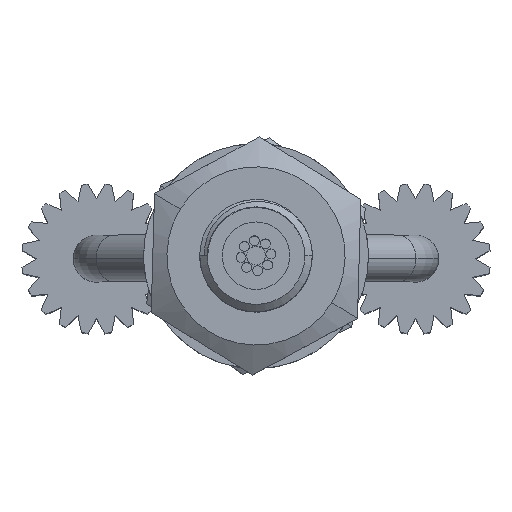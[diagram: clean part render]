
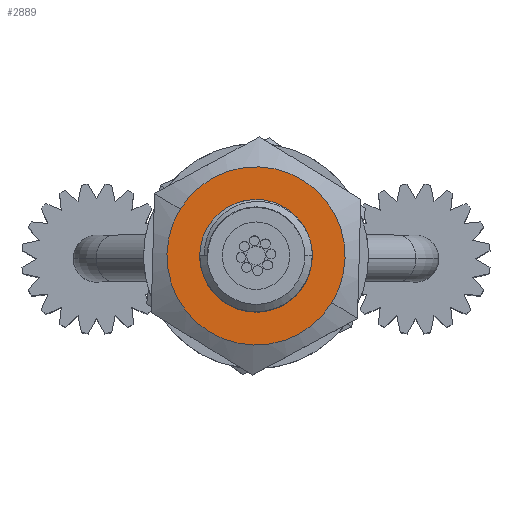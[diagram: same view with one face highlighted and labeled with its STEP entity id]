
A CAD part, top view. The second image highlights one B-rep face of the part: STEP entity #2889.
In plain terms, the highlighted planar face has unit normal (0, 0, 1).
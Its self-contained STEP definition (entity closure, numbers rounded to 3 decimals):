
#292 = EDGE_LOOP ( 'NONE', ( #8213, #2033 ) ) ;
#468 = EDGE_CURVE ( 'NONE', #5862, #9435, #5085, .T. ) ;
#1067 = AXIS2_PLACEMENT_3D ( 'NONE', #8548, #12030, #10841 ) ;
#1073 = DIRECTION ( 'NONE',  ( -1., 0., 0. ) ) ;
#1737 = EDGE_CURVE ( 'NONE', #9435, #5862, #6126, .T. ) ;
#2033 = ORIENTED_EDGE ( 'NONE', *, *, #8197, .T. ) ;
#2195 = FACE_OUTER_BOUND ( 'NONE', #4990, .T. ) ;
#2889 = ADVANCED_FACE ( 'NONE', ( #12101, #2195 ), #9090, .F. ) ;
#3419 = AXIS2_PLACEMENT_3D ( 'NONE', #5953, #5117, #11589 ) ;
#4343 = DIRECTION ( 'NONE',  ( 0., 0., -1. ) ) ;
#4880 = CIRCLE ( 'NONE', #9330, 1.41 ) ;
#4990 = EDGE_LOOP ( 'NONE', ( #13263, #8591 ) ) ;
#5085 = CIRCLE ( 'NONE', #3419, 2.375 ) ;
#5117 = DIRECTION ( 'NONE',  ( 0., 0., -1. ) ) ;
#5351 = CARTESIAN_POINT ( 'NONE',  ( 0., 0., 0. ) ) ;
#5466 = CARTESIAN_POINT ( 'NONE',  ( 1.41, 0., 0. ) ) ;
#5862 = VERTEX_POINT ( 'NONE', #6814 ) ;
#5953 = CARTESIAN_POINT ( 'NONE',  ( 0., 0., 0. ) ) ;
#6126 = CIRCLE ( 'NONE', #10486, 2.375 ) ;
#6814 = CARTESIAN_POINT ( 'NONE',  ( 2.375, 0., 0. ) ) ;
#7503 = CARTESIAN_POINT ( 'NONE',  ( 0., 0., 0. ) ) ;
#7549 = CIRCLE ( 'NONE', #1067, 1.41 ) ;
#7943 = CARTESIAN_POINT ( 'NONE',  ( -1.588, -2.75, 0. ) ) ;
#8197 = EDGE_CURVE ( 'NONE', #14141, #12524, #7549, .T. ) ;
#8213 = ORIENTED_EDGE ( 'NONE', *, *, #11342, .T. ) ;
#8221 = AXIS2_PLACEMENT_3D ( 'NONE', #7943, #13283, #11295 ) ;
#8332 = CARTESIAN_POINT ( 'NONE',  ( -2.375, 0., 0. ) ) ;
#8548 = CARTESIAN_POINT ( 'NONE',  ( 0., 0., 0. ) ) ;
#8591 = ORIENTED_EDGE ( 'NONE', *, *, #468, .F. ) ;
#9090 = PLANE ( 'NONE',  #8221 ) ;
#9330 = AXIS2_PLACEMENT_3D ( 'NONE', #7503, #11934, #1073 ) ;
#9435 = VERTEX_POINT ( 'NONE', #8332 ) ;
#10486 = AXIS2_PLACEMENT_3D ( 'NONE', #5351, #4343, #12961 ) ;
#10841 = DIRECTION ( 'NONE',  ( -1., 0., 0. ) ) ;
#10966 = CARTESIAN_POINT ( 'NONE',  ( -1.41, 0., 0. ) ) ;
#11295 = DIRECTION ( 'NONE',  ( -1., 0., 0. ) ) ;
#11342 = EDGE_CURVE ( 'NONE', #12524, #14141, #4880, .T. ) ;
#11589 = DIRECTION ( 'NONE',  ( -1., 0., 0. ) ) ;
#11934 = DIRECTION ( 'NONE',  ( 0., 0., -1. ) ) ;
#12030 = DIRECTION ( 'NONE',  ( 0., 0., -1. ) ) ;
#12101 = FACE_BOUND ( 'NONE', #292, .T. ) ;
#12524 = VERTEX_POINT ( 'NONE', #5466 ) ;
#12961 = DIRECTION ( 'NONE',  ( -1., 0., 0. ) ) ;
#13263 = ORIENTED_EDGE ( 'NONE', *, *, #1737, .F. ) ;
#13283 = DIRECTION ( 'NONE',  ( 0., 0., -1. ) ) ;
#14141 = VERTEX_POINT ( 'NONE', #10966 ) ;
